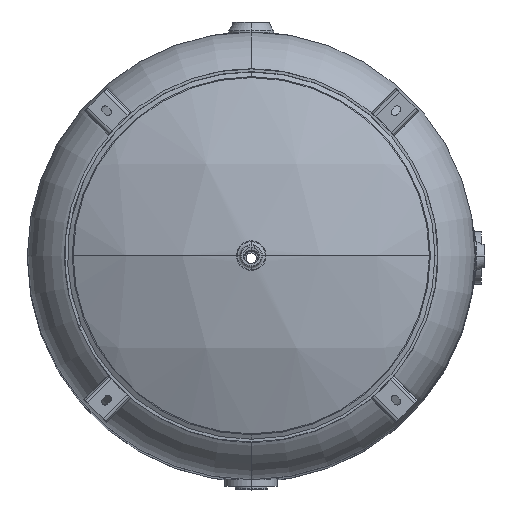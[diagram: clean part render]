
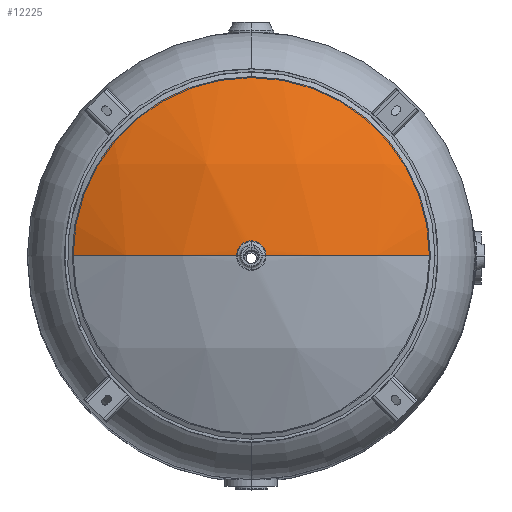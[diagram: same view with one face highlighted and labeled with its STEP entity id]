
A CAD part, top view. The second image highlights one B-rep face of the part: STEP entity #12225.
In plain terms, the highlighted spherical face has radius 822.96 mm.
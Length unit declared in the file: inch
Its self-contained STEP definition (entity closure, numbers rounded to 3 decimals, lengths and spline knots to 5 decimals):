
#1318 = VERTEX_POINT ( 'NONE', #6169 ) ;
#1358 = VERTEX_POINT ( 'NONE', #6189 ) ;
#1360 = VERTEX_POINT ( 'NONE', #6190 ) ;
#1362 = VERTEX_POINT ( 'NONE', #6191 ) ;
#1386 = VERTEX_POINT ( 'NONE', #6203 ) ;
#2768 = EDGE_LOOP ( 'NONE', ( #9868, #9811, #9810, #9809, #9808 ) ) ;
#4945 = CIRCLE ( 'NONE', #4956, 14.4 ) ;
#4951 = CIRCLE ( 'NONE', #4954, 0.8775 ) ;
#4954 = AXIS2_PLACEMENT_3D ( 'NONE', #14385, #14386, #14387 ) ;
#4956 = AXIS2_PLACEMENT_3D ( 'NONE', #14388, #14389, #14390 ) ;
#4984 = CIRCLE ( 'NONE', #4994, 14.4 ) ;
#4991 = CIRCLE ( 'NONE', #5004, 32.4 ) ;
#4993 = CIRCLE ( 'NONE', #4996, 32.4 ) ;
#4994 = AXIS2_PLACEMENT_3D ( 'NONE', #14451, #14452, #14453 ) ;
#4996 = AXIS2_PLACEMENT_3D ( 'NONE', #14454, #14455, #14456 ) ;
#5004 = AXIS2_PLACEMENT_3D ( 'NONE', #14470, #14471, #14472 ) ;
#6169 = CARTESIAN_POINT ( 'NONE',  ( 0.8775, 0., 46.48812 ) ) ;
#6189 = CARTESIAN_POINT ( 'NONE',  ( 0., 14.4, 43.12413 ) ) ;
#6190 = CARTESIAN_POINT ( 'NONE',  ( 14.4, 0., 43.12413 ) ) ;
#6191 = CARTESIAN_POINT ( 'NONE',  ( -14.4, 0., 43.12413 ) ) ;
#6203 = CARTESIAN_POINT ( 'NONE',  ( -0.8775, 0., 46.48812 ) ) ;
#9156 = CARTESIAN_POINT ( 'NONE',  ( 0., 0., 14.1 ) ) ;
#9161 = FACE_OUTER_BOUND ( 'NONE', #2768, .T. ) ;
#9163 = SPHERICAL_SURFACE ( 'NONE', #12992, 32.4 ) ;
#9166 = DIRECTION ( 'NONE',  ( 0., -1., 0. ) ) ;
#9167 = DIRECTION ( 'NONE',  ( 1., 0., 0. ) ) ;
#9808 = ORIENTED_EDGE ( 'NONE', *, *, #12456, .F. ) ;
#9809 = ORIENTED_EDGE ( 'NONE', *, *, #12477, .F. ) ;
#9810 = ORIENTED_EDGE ( 'NONE', *, *, #12478, .T. ) ;
#9811 = ORIENTED_EDGE ( 'NONE', *, *, #12455, .F. ) ;
#9868 = ORIENTED_EDGE ( 'NONE', *, *, #12482, .F. ) ;
#12225 = ADVANCED_FACE ( 'NONE', ( #9161 ), #9163, .T. ) ;
#12455 = EDGE_CURVE ( 'NONE', #1318, #1386, #4951, .T. ) ;
#12456 = EDGE_CURVE ( 'NONE', #1362, #1358, #4945, .T. ) ;
#12477 = EDGE_CURVE ( 'NONE', #1358, #1360, #4984, .T. ) ;
#12478 = EDGE_CURVE ( 'NONE', #1318, #1360, #4993, .T. ) ;
#12482 = EDGE_CURVE ( 'NONE', #1386, #1362, #4991, .T. ) ;
#12992 = AXIS2_PLACEMENT_3D ( 'NONE', #9156, #9166, #9167 ) ;
#14385 = CARTESIAN_POINT ( 'NONE',  ( 0., 0., 46.48812 ) ) ;
#14386 = DIRECTION ( 'NONE',  ( 0., 0., 1. ) ) ;
#14387 = DIRECTION ( 'NONE',  ( -1., 0., 0. ) ) ;
#14388 = CARTESIAN_POINT ( 'NONE',  ( 0., 0., 43.12413 ) ) ;
#14389 = DIRECTION ( 'NONE',  ( 0., 0., -1. ) ) ;
#14390 = DIRECTION ( 'NONE',  ( 0., 1., 0. ) ) ;
#14451 = CARTESIAN_POINT ( 'NONE',  ( 0., 0., 43.12413 ) ) ;
#14452 = DIRECTION ( 'NONE',  ( 0., 0., -1. ) ) ;
#14453 = DIRECTION ( 'NONE',  ( 0., 1., 0. ) ) ;
#14454 = CARTESIAN_POINT ( 'NONE',  ( 0., 0., 14.1 ) ) ;
#14455 = DIRECTION ( 'NONE',  ( 0., 1., 0. ) ) ;
#14456 = DIRECTION ( 'NONE',  ( 0., 0., 1. ) ) ;
#14470 = CARTESIAN_POINT ( 'NONE',  ( 0., 0., 14.1 ) ) ;
#14471 = DIRECTION ( 'NONE',  ( 0., -1., 0. ) ) ;
#14472 = DIRECTION ( 'NONE',  ( 1., 0., 0. ) ) ;
